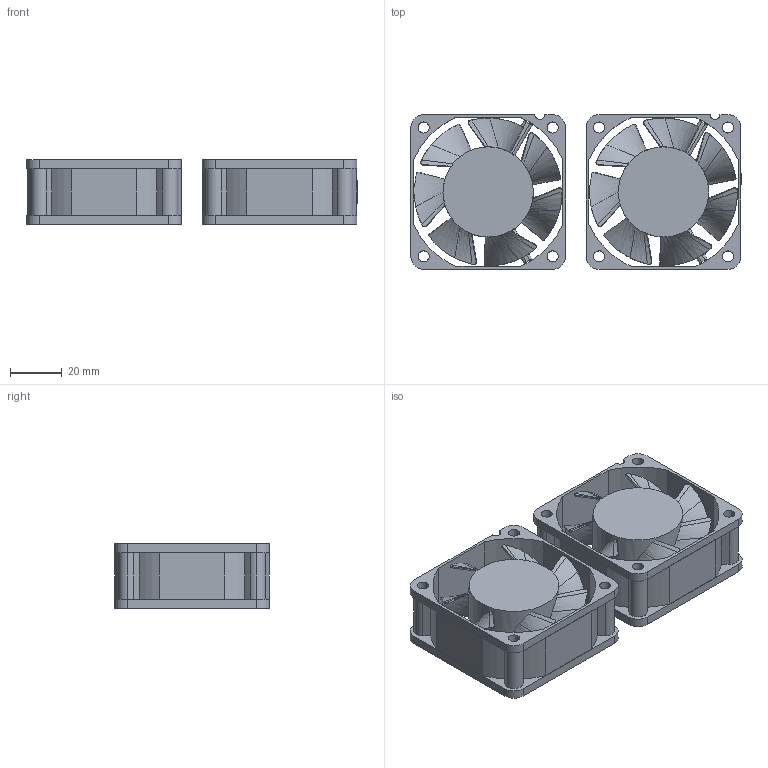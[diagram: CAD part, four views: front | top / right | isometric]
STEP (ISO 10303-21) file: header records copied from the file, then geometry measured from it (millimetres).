
FILE_DESCRIPTION (( 'STEP AP214' ), '1' );
FILE_NAME ('ACG-FAN-D.STEP', '2024-01-30T23:02:48', ( '' ), ( '' ), 'SwSTEP 2.0', 'SolidWorks 2021', '' );
FILE_SCHEMA (( 'AUTOMOTIVE_DESIGN' ));
Length unit declared in the file: inch
Products named in the file (1): ACG-FAN-D
Bounding box: 128.11 x 60 x 25 mm (x, y, z)
Volume: 31086.3 mm3; surface area: 55099.8 mm2
Topology: 4 solids, 4 shells, 444 faces, 1172 edges, 762 vertices
Faces by surface type: bspline 210, plane 118, cylinder 116
Entity records: 22437 total; most frequent: CARTESIAN_POINT 12709, ORIENTED_EDGE 2344, DIRECTION 1404, EDGE_CURVE 1172, VERTEX_POINT 762, LINE 518, VECTOR 518, EDGE_LOOP 490
